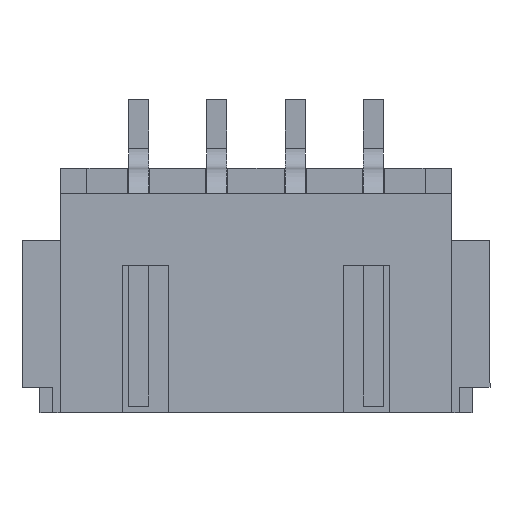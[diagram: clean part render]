
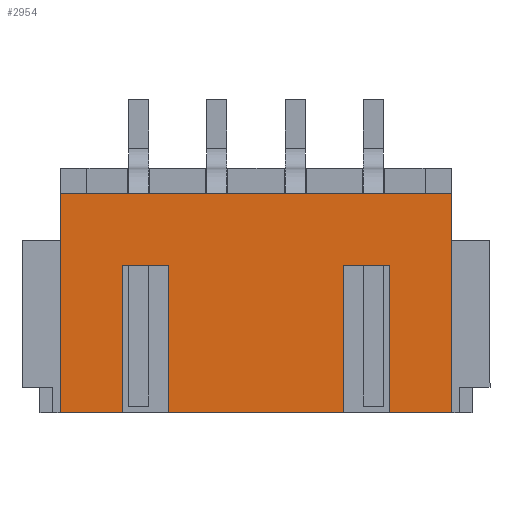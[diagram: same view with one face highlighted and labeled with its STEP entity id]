
A CAD part, top view. The second image highlights one B-rep face of the part: STEP entity #2954.
In plain terms, the highlighted planar face has unit normal (0, 0, 1).
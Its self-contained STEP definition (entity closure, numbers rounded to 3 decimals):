
#93=FACE_OUTER_BOUND('',#251,.T.);
#251=EDGE_LOOP('',(#1986,#1987,#1988,#1989,#1990,#1991,#1992,#1993,#1994,
#1995,#1996,#1997));
#403=LINE('',#4088,#793);
#407=LINE('',#4096,#797);
#443=LINE('',#4168,#833);
#446=LINE('',#4174,#836);
#452=LINE('',#4186,#842);
#458=LINE('',#4198,#848);
#466=LINE('',#4213,#856);
#467=LINE('',#4215,#857);
#468=LINE('',#4217,#858);
#469=LINE('',#4219,#859);
#470=LINE('',#4221,#860);
#471=LINE('',#4222,#861);
#793=VECTOR('',#3316,1000.);
#797=VECTOR('',#3320,1000.);
#833=VECTOR('',#3372,1000.);
#836=VECTOR('',#3377,1000.);
#842=VECTOR('',#3389,1000.);
#848=VECTOR('',#3401,1000.);
#856=VECTOR('',#3415,1000.);
#857=VECTOR('',#3416,1000.);
#858=VECTOR('',#3417,1000.);
#859=VECTOR('',#3418,1000.);
#860=VECTOR('',#3419,1000.);
#861=VECTOR('',#3420,1000.);
#1179=VERTEX_POINT('',#4085);
#1180=VERTEX_POINT('',#4087);
#1183=VERTEX_POINT('',#4093);
#1184=VERTEX_POINT('',#4095);
#1212=VERTEX_POINT('',#4167);
#1214=VERTEX_POINT('',#4173);
#1217=VERTEX_POINT('',#4185);
#1220=VERTEX_POINT('',#4197);
#1225=VERTEX_POINT('',#4214);
#1226=VERTEX_POINT('',#4216);
#1227=VERTEX_POINT('',#4218);
#1228=VERTEX_POINT('',#4220);
#1461=EDGE_CURVE('',#1179,#1180,#403,.T.);
#1465=EDGE_CURVE('',#1183,#1184,#407,.T.);
#1501=EDGE_CURVE('',#1180,#1212,#443,.T.);
#1504=EDGE_CURVE('',#1214,#1179,#446,.T.);
#1510=EDGE_CURVE('',#1217,#1183,#452,.T.);
#1516=EDGE_CURVE('',#1184,#1220,#458,.T.);
#1524=EDGE_CURVE('',#1217,#1212,#466,.T.);
#1525=EDGE_CURVE('',#1214,#1225,#467,.T.);
#1526=EDGE_CURVE('',#1226,#1225,#468,.T.);
#1527=EDGE_CURVE('',#1227,#1226,#469,.T.);
#1528=EDGE_CURVE('',#1227,#1228,#470,.T.);
#1529=EDGE_CURVE('',#1228,#1220,#471,.T.);
#1986=ORIENTED_EDGE('',*,*,#1524,.T.);
#1987=ORIENTED_EDGE('',*,*,#1501,.F.);
#1988=ORIENTED_EDGE('',*,*,#1461,.F.);
#1989=ORIENTED_EDGE('',*,*,#1504,.F.);
#1990=ORIENTED_EDGE('',*,*,#1525,.T.);
#1991=ORIENTED_EDGE('',*,*,#1526,.F.);
#1992=ORIENTED_EDGE('',*,*,#1527,.F.);
#1993=ORIENTED_EDGE('',*,*,#1528,.T.);
#1994=ORIENTED_EDGE('',*,*,#1529,.T.);
#1995=ORIENTED_EDGE('',*,*,#1516,.F.);
#1996=ORIENTED_EDGE('',*,*,#1465,.F.);
#1997=ORIENTED_EDGE('',*,*,#1510,.F.);
#2733=PLANE('',#3122);
#2954=ADVANCED_FACE('',(#93),#2733,.F.);
#3122=AXIS2_PLACEMENT_3D('',#4212,#3413,#3414);
#3316=DIRECTION('',(-1.,0.,0.));
#3320=DIRECTION('',(-1.,0.,0.));
#3372=DIRECTION('',(0.,-1.,0.));
#3377=DIRECTION('',(0.,1.,0.));
#3389=DIRECTION('',(0.,1.,0.));
#3401=DIRECTION('',(0.,-1.,0.));
#3413=DIRECTION('center_axis',(0.,0.,
-1.));
#3414=DIRECTION('ref_axis',(1.,0.,0.));
#3415=DIRECTION('',(1.,0.,0.));
#3416=DIRECTION('',(1.,0.,0.));
#3417=DIRECTION('',(0.,-1.,0.));
#3418=DIRECTION('',(1.,0.,0.));
#3419=DIRECTION('',(0.,-1.,0.));
#3420=DIRECTION('',(1.,0.,0.));
#4085=CARTESIAN_POINT('',(4.25,1.2,6.));
#4087=CARTESIAN_POINT('',(2.8,1.2,6.));
#4088=CARTESIAN_POINT('',(2.8,1.2,6.));
#4093=CARTESIAN_POINT('',(-2.8,1.2,6.));
#4095=CARTESIAN_POINT('',(-4.25,1.2,6.));
#4096=CARTESIAN_POINT('',(-2.8,1.2,6.));
#4167=CARTESIAN_POINT('',(2.8,-3.5,6.));
#4168=CARTESIAN_POINT('',(2.8,-3.5,6.));
#4173=CARTESIAN_POINT('',(4.25,-3.5,6.));
#4174=CARTESIAN_POINT('',(4.25,-3.5,6.));
#4185=CARTESIAN_POINT('',(-2.8,-3.5,6.));
#4186=CARTESIAN_POINT('',(-2.8,-3.5,6.));
#4197=CARTESIAN_POINT('',(-4.25,-3.5,6.));
#4198=CARTESIAN_POINT('',(-4.25,-3.5,6.));
#4212=CARTESIAN_POINT('Origin',(-7.475,3.5,6.));
#4213=CARTESIAN_POINT('',(-7.475,-3.5,6.));
#4214=CARTESIAN_POINT('',(6.25,-3.5,6.));
#4215=CARTESIAN_POINT('',(-7.475,-3.5,6.));
#4216=CARTESIAN_POINT('',(6.25,3.5,6.));
#4217=CARTESIAN_POINT('',(6.25,4.3,6.));
#4218=CARTESIAN_POINT('',(-6.25,3.5,6.));
#4219=CARTESIAN_POINT('',(-7.475,3.5,6.));
#4220=CARTESIAN_POINT('',(-6.25,-3.5,6.));
#4221=CARTESIAN_POINT('',(-6.25,4.3,6.));
#4222=CARTESIAN_POINT('',(-7.475,-3.5,6.));
